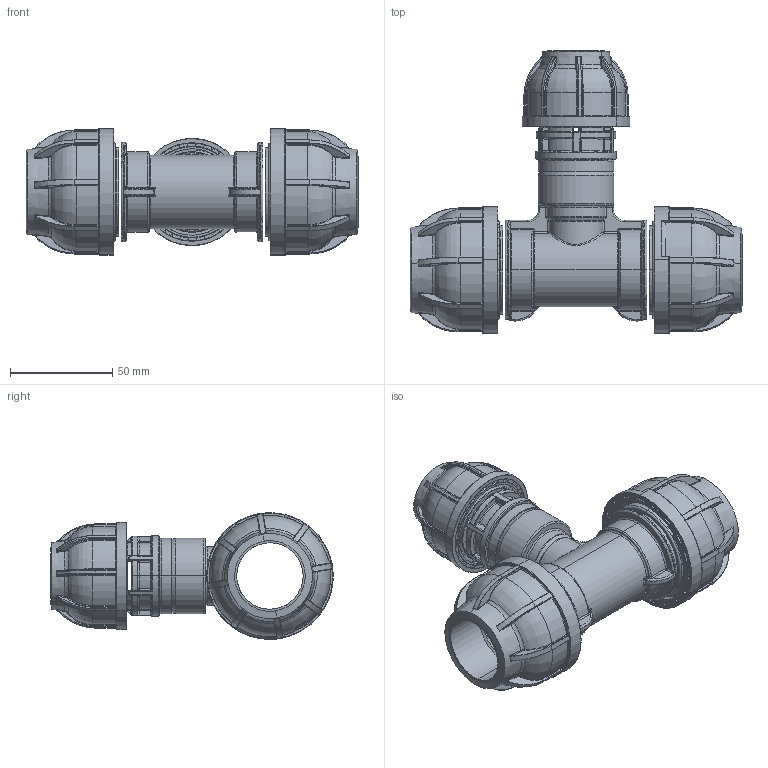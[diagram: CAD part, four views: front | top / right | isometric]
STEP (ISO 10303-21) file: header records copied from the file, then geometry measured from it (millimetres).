
FILE_DESCRIPTION (( 'STEP AP203' ), '1' );
FILE_NAME ('R217.032.025.step', '2013-11-19T09:24:50', ( 'Alusic' ), ( 'Alusic' ), 'SwSTEP 2.0', 'SolidWorks 2011', '' );
FILE_SCHEMA (( 'CONFIG_CONTROL_DESIGN' ));
Length unit declared in the file: millimetre
Products named in the file (1): R217.032.025
Bounding box: 162.3 x 138.2 x 61.99 mm (x, y, z)
Surface area: 75600.2 mm2 (no closed solid volume)
Topology: 0 solids, 47 shells, 1766 faces, 5834 edges, 3810 vertices
Faces by surface type: cylinder 522, torus 433, plane 370, bspline 344, sphere 56, cone 41
Entity records: 81663 total; most frequent: CARTESIAN_POINT 36098, DIRECTION 9238, ORIENTED_EDGE 8936, EDGE_CURVE 5790, AXIS2_PLACEMENT_3D 3958, VERTEX_POINT 3808, CIRCLE 2535, B_SPLINE_CURVE_WITH_KNOTS 1781
